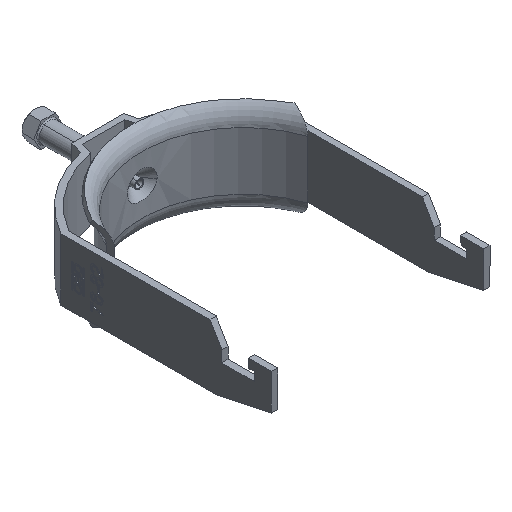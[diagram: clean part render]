
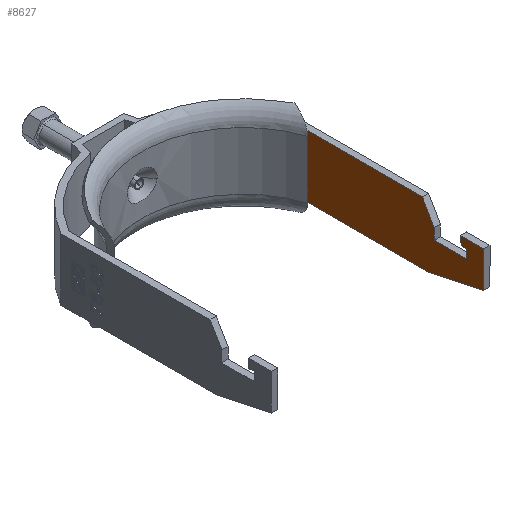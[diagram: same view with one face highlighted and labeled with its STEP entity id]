
A CAD part, isometric view. The second image highlights one B-rep face of the part: STEP entity #8627.
In plain terms, the highlighted planar face has unit normal (-1, 0, 0).
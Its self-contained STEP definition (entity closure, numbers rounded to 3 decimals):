
#57 = EDGE_CURVE ( 'NONE', #10151, #9876, #11805, .T. ) ;
#209 = VECTOR ( 'NONE', #1369, 1000. ) ;
#320 = VERTEX_POINT ( 'NONE', #7743 ) ;
#613 = CARTESIAN_POINT ( 'NONE',  ( 41.5, -29.881, -12.5 ) ) ;
#640 = CARTESIAN_POINT ( 'NONE',  ( 41.5, -107., -0.25 ) ) ;
#821 = LINE ( 'NONE', #2745, #10662 ) ;
#906 = EDGE_LOOP ( 'NONE', ( #7918, #2904, #4173, #8819, #6724, #12296, #10127, #4393, #10822, #7239, #1910, #2294 ) ) ;
#936 = DIRECTION ( 'NONE',  ( 0., 1., 0. ) ) ;
#1249 = EDGE_CURVE ( 'NONE', #9876, #11808, #8589, .T. ) ;
#1354 = LINE ( 'NONE', #4304, #12042 ) ;
#1369 = DIRECTION ( 'NONE',  ( 0., 1., 0. ) ) ;
#1436 = CARTESIAN_POINT ( 'NONE',  ( 41.5, -107., 3.25 ) ) ;
#1622 = VECTOR ( 'NONE', #2594, 1000. ) ;
#1692 = EDGE_CURVE ( 'NONE', #3021, #9935, #12277, .T. ) ;
#1910 = ORIENTED_EDGE ( 'NONE', *, *, #1692, .T. ) ;
#2011 = DIRECTION ( 'NONE',  ( 0., -0.087, -0.996 ) ) ;
#2031 = CARTESIAN_POINT ( 'NONE',  ( 41.5, -153., 6.75 ) ) ;
#2152 = DIRECTION ( 'NONE',  ( 0., 0., 1. ) ) ;
#2294 = ORIENTED_EDGE ( 'NONE', *, *, #9063, .F. ) ;
#2594 = DIRECTION ( 'NONE',  ( 0., 0., 1. ) ) ;
#2608 = CARTESIAN_POINT ( 'NONE',  ( 41.5, -104.6, 6.75 ) ) ;
#2681 = CARTESIAN_POINT ( 'NONE',  ( 41.5, -153., 12.5 ) ) ;
#2740 = CARTESIAN_POINT ( 'NONE',  ( 41.5, -104.906, 3.25 ) ) ;
#2745 = CARTESIAN_POINT ( 'NONE',  ( 41.5, -153., 3.25 ) ) ;
#2763 = EDGE_CURVE ( 'NONE', #4166, #3021, #11957, .T. ) ;
#2904 = ORIENTED_EDGE ( 'NONE', *, *, #12107, .T. ) ;
#3021 = VERTEX_POINT ( 'NONE', #10296 ) ;
#3119 = EDGE_CURVE ( 'NONE', #320, #10151, #6841, .T. ) ;
#3250 = CARTESIAN_POINT ( 'NONE',  ( 41.5, -153., -12.5 ) ) ;
#3311 = DIRECTION ( 'NONE',  ( 0., 0.5, 0.866 ) ) ;
#3429 = VERTEX_POINT ( 'NONE', #7609 ) ;
#3681 = VECTOR ( 'NONE', #2152, 1000. ) ;
#4066 = VECTOR ( 'NONE', #936, 1000. ) ;
#4166 = VERTEX_POINT ( 'NONE', #5770 ) ;
#4168 = VERTEX_POINT ( 'NONE', #6647 ) ;
#4173 = ORIENTED_EDGE ( 'NONE', *, *, #3119, .T. ) ;
#4193 = DIRECTION ( 'NONE',  ( 0., -0.978, 0.208 ) ) ;
#4262 = LINE ( 'NONE', #8316, #11978 ) ;
#4293 = VECTOR ( 'NONE', #6910, 1000. ) ;
#4304 = CARTESIAN_POINT ( 'NONE',  ( 41.5, -107., -12.5 ) ) ;
#4393 = ORIENTED_EDGE ( 'NONE', *, *, #5626, .T. ) ;
#4671 = VECTOR ( 'NONE', #2011, 1000. ) ;
#4773 = EDGE_CURVE ( 'NONE', #5782, #7342, #1354, .T. ) ;
#5042 = CARTESIAN_POINT ( 'NONE',  ( 41.5, -153., -0.25 ) ) ;
#5234 = DIRECTION ( 'NONE',  ( 0., 1., 0. ) ) ;
#5626 = EDGE_CURVE ( 'NONE', #7342, #4168, #6168, .T. ) ;
#5770 = CARTESIAN_POINT ( 'NONE',  ( 41.5, -94., 4.25 ) ) ;
#5782 = VERTEX_POINT ( 'NONE', #1436 ) ;
#5812 = LINE ( 'NONE', #5879, #10386 ) ;
#5879 = CARTESIAN_POINT ( 'NONE',  ( 41.5, -94., -12.5 ) ) ;
#6055 = AXIS2_PLACEMENT_3D ( 'NONE', #3250, #10947, #5234 ) ;
#6168 = LINE ( 'NONE', #5042, #209 ) ;
#6254 = DIRECTION ( 'NONE',  ( 0., 1., 0. ) ) ;
#6647 = CARTESIAN_POINT ( 'NONE',  ( 41.5, -94., -0.25 ) ) ;
#6724 = ORIENTED_EDGE ( 'NONE', *, *, #1249, .T. ) ;
#6841 = LINE ( 'NONE', #7790, #3681 ) ;
#6910 = DIRECTION ( 'NONE',  ( 0., 1., 0. ) ) ;
#7239 = ORIENTED_EDGE ( 'NONE', *, *, #2763, .T. ) ;
#7342 = VERTEX_POINT ( 'NONE', #640 ) ;
#7395 = LINE ( 'NONE', #8214, #10890 ) ;
#7421 = LINE ( 'NONE', #613, #1622 ) ;
#7609 = CARTESIAN_POINT ( 'NONE',  ( 41.5, -29.881, -12.5 ) ) ;
#7743 = CARTESIAN_POINT ( 'NONE',  ( 41.5, -114., -7.773 ) ) ;
#7790 = CARTESIAN_POINT ( 'NONE',  ( 41.5, -114., -12.5 ) ) ;
#7918 = ORIENTED_EDGE ( 'NONE', *, *, #8241, .F. ) ;
#8111 = DIRECTION ( 'NONE',  ( 0., 0., -1. ) ) ;
#8214 = CARTESIAN_POINT ( 'NONE',  ( 41.5, -153., -12.5 ) ) ;
#8241 = EDGE_CURVE ( 'NONE', #8423, #3429, #7395, .T. ) ;
#8316 = CARTESIAN_POINT ( 'NONE',  ( 41.5, -150.353, -0.046 ) ) ;
#8423 = VERTEX_POINT ( 'NONE', #9458 ) ;
#8431 = EDGE_CURVE ( 'NONE', #11808, #5782, #821, .T. ) ;
#8589 = LINE ( 'NONE', #10648, #4671 ) ;
#8627 = ADVANCED_FACE ( 'NONE', ( #12142 ), #10089, .T. ) ;
#8819 = ORIENTED_EDGE ( 'NONE', *, *, #57, .T. ) ;
#9063 = EDGE_CURVE ( 'NONE', #3429, #9935, #7421, .T. ) ;
#9458 = CARTESIAN_POINT ( 'NONE',  ( 41.5, -91.761, -12.5 ) ) ;
#9876 = VERTEX_POINT ( 'NONE', #2608 ) ;
#9892 = CARTESIAN_POINT ( 'NONE',  ( 41.5, -116.003, -33.86 ) ) ;
#9935 = VERTEX_POINT ( 'NONE', #10440 ) ;
#10089 = PLANE ( 'NONE',  #6055 ) ;
#10127 = ORIENTED_EDGE ( 'NONE', *, *, #4773, .T. ) ;
#10151 = VERTEX_POINT ( 'NONE', #12006 ) ;
#10296 = CARTESIAN_POINT ( 'NONE',  ( 41.5, -89.237, 12.5 ) ) ;
#10386 = VECTOR ( 'NONE', #11722, 1000. ) ;
#10440 = CARTESIAN_POINT ( 'NONE',  ( 41.5, -29.881, 12.5 ) ) ;
#10648 = CARTESIAN_POINT ( 'NONE',  ( 41.5, -106.639, -16.556 ) ) ;
#10662 = VECTOR ( 'NONE', #12346, 1000. ) ;
#10822 = ORIENTED_EDGE ( 'NONE', *, *, #11338, .T. ) ;
#10890 = VECTOR ( 'NONE', #6254, 1000. ) ;
#10947 = DIRECTION ( 'NONE',  ( -1., 0., 0. ) ) ;
#11338 = EDGE_CURVE ( 'NONE', #4168, #4166, #5812, .T. ) ;
#11722 = DIRECTION ( 'NONE',  ( 0., 0., 1. ) ) ;
#11805 = LINE ( 'NONE', #2031, #4293 ) ;
#11808 = VERTEX_POINT ( 'NONE', #2740 ) ;
#11935 = VECTOR ( 'NONE', #3311, 1000. ) ;
#11957 = LINE ( 'NONE', #9892, #11935 ) ;
#11978 = VECTOR ( 'NONE', #4193, 1000. ) ;
#12006 = CARTESIAN_POINT ( 'NONE',  ( 41.5, -114., 6.75 ) ) ;
#12042 = VECTOR ( 'NONE', #8111, 1000. ) ;
#12107 = EDGE_CURVE ( 'NONE', #8423, #320, #4262, .T. ) ;
#12142 = FACE_OUTER_BOUND ( 'NONE', #906, .T. ) ;
#12277 = LINE ( 'NONE', #2681, #4066 ) ;
#12296 = ORIENTED_EDGE ( 'NONE', *, *, #8431, .T. ) ;
#12346 = DIRECTION ( 'NONE',  ( 0., -1., 0. ) ) ;
